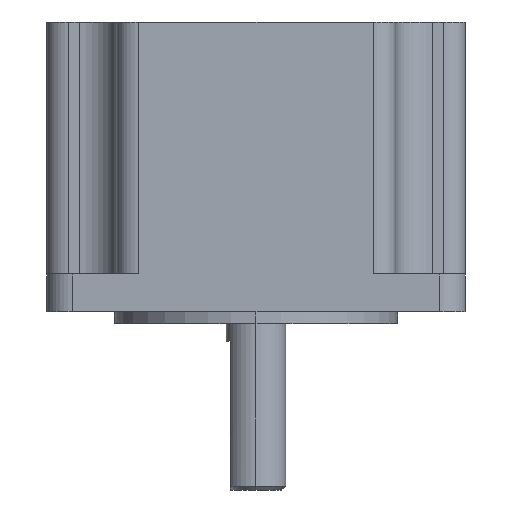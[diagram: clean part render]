
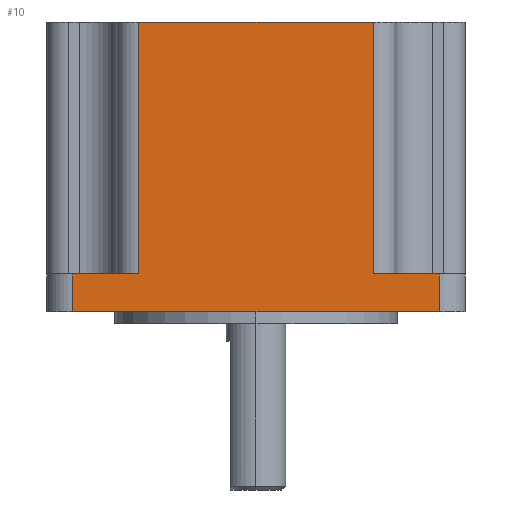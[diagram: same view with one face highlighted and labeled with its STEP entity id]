
A CAD part, left-side view. The second image highlights one B-rep face of the part: STEP entity #10.
In plain terms, the highlighted planar face has unit normal (-1, 0, 0).
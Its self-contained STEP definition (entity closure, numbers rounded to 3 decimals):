
#10 = ADVANCED_FACE ( 'NONE', ( #192 ), #771, .F. ) ;
#192 = FACE_OUTER_BOUND ( 'NONE', #527, .T. ) ;
#310 = EDGE_CURVE ( 'NONE', #948, #953, #611, .T. ) ;
#311 = EDGE_CURVE ( 'NONE', #951, #958, #612, .T. ) ;
#312 = EDGE_CURVE ( 'NONE', #951, #982, #613, .T. ) ;
#313 = EDGE_CURVE ( 'NONE', #982, #960, #614, .T. ) ;
#314 = EDGE_CURVE ( 'NONE', #972, #961, #615, .T. ) ;
#329 = EDGE_CURVE ( 'NONE', #948, #958, #622, .T. ) ;
#339 = EDGE_CURVE ( 'NONE', #960, #961, #627, .T. ) ;
#348 = EDGE_CURVE ( 'NONE', #953, #972, #628, .T. ) ;
#527 = EDGE_LOOP ( 'NONE', ( #1464, #1466, #1465, #1467, #1469, #1468, #1470, #1471 ) ) ;
#611 = LINE ( 'NONE', #719, #1271 ) ;
#612 = LINE ( 'NONE', #721, #1273 ) ;
#613 = LINE ( 'NONE', #723, #1275 ) ;
#614 = LINE ( 'NONE', #725, #1277 ) ;
#615 = LINE ( 'NONE', #727, #1279 ) ;
#622 = LINE ( 'NONE', #1536, #1306 ) ;
#627 = LINE ( 'NONE', #1561, #1331 ) ;
#628 = LINE ( 'NONE', #1587, #1268 ) ;
#719 = CARTESIAN_POINT ( 'NONE',  ( -28.2, 24.7, 5.08 ) ) ;
#720 = DIRECTION ( 'NONE',  ( 0., 0., -1. ) ) ;
#721 = CARTESIAN_POINT ( 'NONE',  ( -28.2, 15.8, 39. ) ) ;
#722 = DIRECTION ( 'NONE',  ( 0., 0., -1. ) ) ;
#723 = CARTESIAN_POINT ( 'NONE',  ( -28.2, 15.8, 39. ) ) ;
#724 = DIRECTION ( 'NONE',  ( 0., -1., 0. ) ) ;
#725 = CARTESIAN_POINT ( 'NONE',  ( -28.2, -15.8, 39. ) ) ;
#726 = DIRECTION ( 'NONE',  ( 0., 0., -1. ) ) ;
#727 = CARTESIAN_POINT ( 'NONE',  ( -28.2, -24.7, 5.08 ) ) ;
#728 = DIRECTION ( 'NONE',  ( 0., 0., 1. ) ) ;
#770 = DIRECTION ( 'NONE',  ( 0., 1., 0. ) ) ;
#771 = PLANE ( 'NONE',  #1366 ) ;
#776 = CARTESIAN_POINT ( 'NONE',  ( -28.2, 28.2, 5.08 ) ) ;
#788 = DIRECTION ( 'NONE',  ( 1., 0., 0. ) ) ;
#948 = VERTEX_POINT ( 'NONE', #1685 ) ;
#951 = VERTEX_POINT ( 'NONE', #1688 ) ;
#953 = VERTEX_POINT ( 'NONE', #1690 ) ;
#958 = VERTEX_POINT ( 'NONE', #1695 ) ;
#960 = VERTEX_POINT ( 'NONE', #1697 ) ;
#961 = VERTEX_POINT ( 'NONE', #1698 ) ;
#972 = VERTEX_POINT ( 'NONE', #1709 ) ;
#982 = VERTEX_POINT ( 'NONE', #1719 ) ;
#1268 = VECTOR ( 'NONE', #1588, 1000. ) ;
#1271 = VECTOR ( 'NONE', #720, 1000. ) ;
#1273 = VECTOR ( 'NONE', #722, 1000. ) ;
#1275 = VECTOR ( 'NONE', #724, 1000. ) ;
#1277 = VECTOR ( 'NONE', #726, 1000. ) ;
#1279 = VECTOR ( 'NONE', #728, 1000. ) ;
#1306 = VECTOR ( 'NONE', #1537, 1000. ) ;
#1331 = VECTOR ( 'NONE', #1562, 1000. ) ;
#1366 = AXIS2_PLACEMENT_3D ( 'NONE', #776, #788, #770 ) ;
#1464 = ORIENTED_EDGE ( 'NONE', *, *, #348, .T. ) ;
#1465 = ORIENTED_EDGE ( 'NONE', *, *, #339, .F. ) ;
#1466 = ORIENTED_EDGE ( 'NONE', *, *, #314, .T. ) ;
#1467 = ORIENTED_EDGE ( 'NONE', *, *, #313, .F. ) ;
#1468 = ORIENTED_EDGE ( 'NONE', *, *, #311, .T. ) ;
#1469 = ORIENTED_EDGE ( 'NONE', *, *, #312, .F. ) ;
#1470 = ORIENTED_EDGE ( 'NONE', *, *, #329, .F. ) ;
#1471 = ORIENTED_EDGE ( 'NONE', *, *, #310, .T. ) ;
#1536 = CARTESIAN_POINT ( 'NONE',  ( -28.2, 28.2, 5.08 ) ) ;
#1537 = DIRECTION ( 'NONE',  ( 0., -1., 0. ) ) ;
#1561 = CARTESIAN_POINT ( 'NONE',  ( -28.2, 28.2, 5.08 ) ) ;
#1562 = DIRECTION ( 'NONE',  ( 0., -1., 0. ) ) ;
#1587 = CARTESIAN_POINT ( 'NONE',  ( -28.2, 28.2, 0. ) ) ;
#1588 = DIRECTION ( 'NONE',  ( 0., -1., 0. ) ) ;
#1685 = CARTESIAN_POINT ( 'NONE',  ( -28.2, 24.7, 5.08 ) ) ;
#1688 = CARTESIAN_POINT ( 'NONE',  ( -28.2, 15.8, 39. ) ) ;
#1690 = CARTESIAN_POINT ( 'NONE',  ( -28.2, 24.7, 0. ) ) ;
#1695 = CARTESIAN_POINT ( 'NONE',  ( -28.2, 15.8, 5.08 ) ) ;
#1697 = CARTESIAN_POINT ( 'NONE',  ( -28.2, -15.8, 5.08 ) ) ;
#1698 = CARTESIAN_POINT ( 'NONE',  ( -28.2, -24.7, 5.08 ) ) ;
#1709 = CARTESIAN_POINT ( 'NONE',  ( -28.2, -24.7, 0. ) ) ;
#1719 = CARTESIAN_POINT ( 'NONE',  ( -28.2, -15.8, 39. ) ) ;
